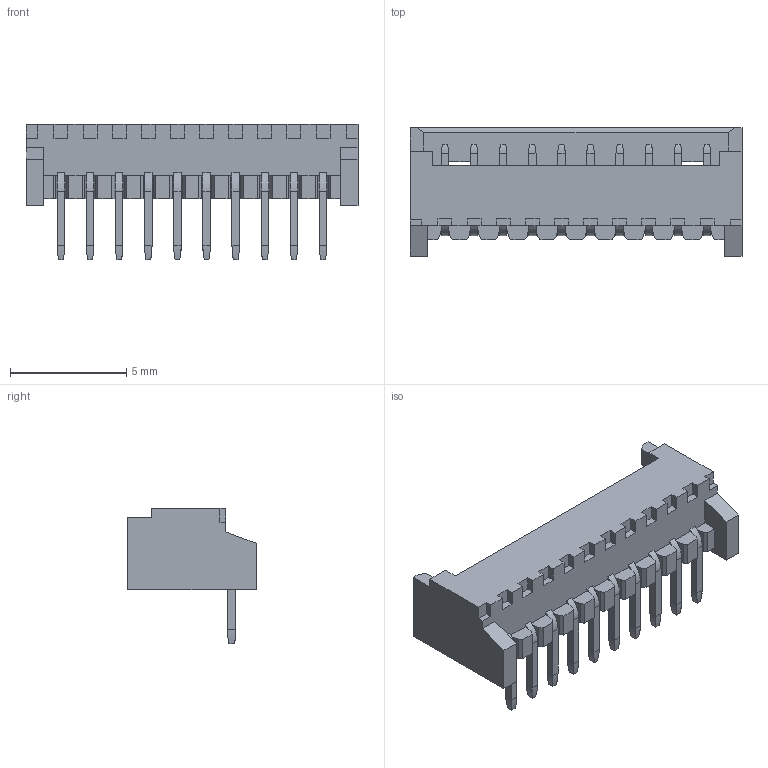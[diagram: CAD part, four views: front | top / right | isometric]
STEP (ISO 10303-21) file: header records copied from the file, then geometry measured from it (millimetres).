
FILE_DESCRIPTION(('STEP AP214'),'1');
FILE_NAME('53048-1010_5738.stp','2021-11-05T15:48:12',('TraceParts'),('TraceParts S.A.'),'Spatial InterOp 3D',' ',' ');
FILE_SCHEMA(('AUTOMOTIVE_DESIGN { 1 0 10303 214 1 1 1 1 }'));
Length unit declared in the file: millimetre
Products named in the file (1): 53048-1010_5738_21
Bounding box: 14.25 x 5.5 x 5.8 mm (x, y, z)
Surface area: 405.8 mm2 (no closed solid volume)
Topology: 0 solids, 348 shells, 348 faces, 1860 edges, 1880 vertices
Faces by surface type: plane 258, bspline 80, cylinder 10
Entity records: 22618 total; most frequent: CARTESIAN_POINT 7037, DIRECTION 2994, ORIENTED_EDGE 1840, EDGE_CURVE 1840, VERTEX_POINT 1840, LINE 1640, VECTOR 1640, AXIS2_PLACEMENT_3D 677
